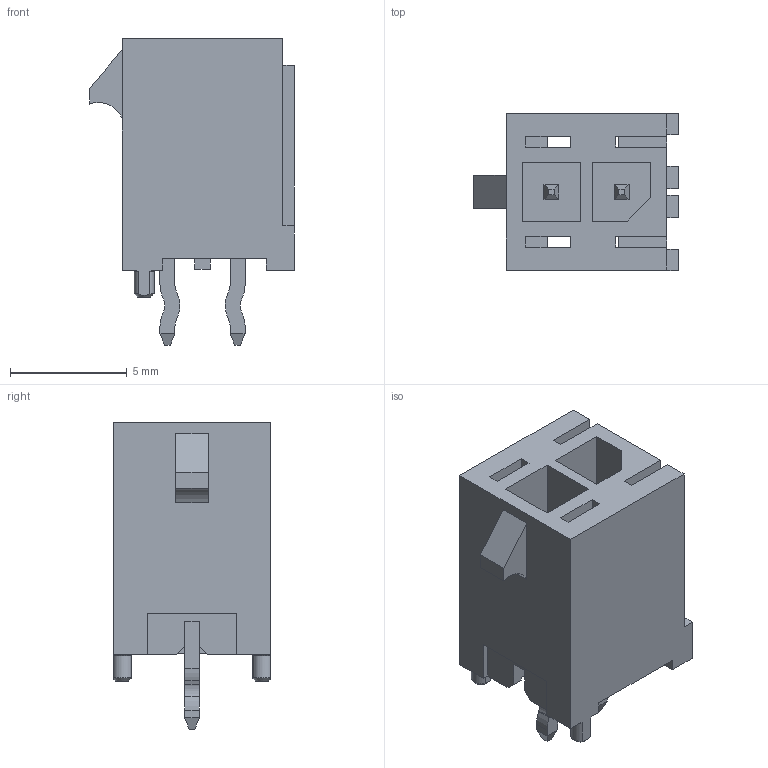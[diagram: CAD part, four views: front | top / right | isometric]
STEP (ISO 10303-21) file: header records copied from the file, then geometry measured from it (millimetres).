
FILE_DESCRIPTION(/* description */ ('Unknown'),/* implementation_level */ '2;1');
FILE_NAME(/* name */ '66200221122',/* time_stamp */ '2022-01-10T16:28:05+01:00',/* author */ ('Unknown'),/* organization */ ('Unknown'),/* preprocessor_version */ 'ST-DEVELOPER v16.7',/* originating_system */ 'Solid Edge',/* authorisation */ 'Unknown');
FILE_SCHEMA (('AUTOMOTIVE_DESIGN {1 0 10303 214 3 1 1}'));
Length unit declared in the file: millimetre
Products named in the file (3): 6620xx21122; 66200221122; 6620xx21122_PIN
Assembly tree (3 placements, depth 2):
  6620xx21122
    66200221122
    6620xx21122_PIN  x2
Bounding box: 8.76 x 6.7 x 13.1 mm (x, y, z)
Volume: 324.9 mm3; surface area: 791.2 mm2
Topology: 3 solids, 3 shells, 196 faces, 569 edges, 372 vertices
Faces by surface type: plane 173, cylinder 17, cone 6
Entity records: 5687 total; most frequent: CARTESIAN_POINT 1055, ORIENTED_EDGE 1002, DIRECTION 861, EDGE_CURVE 501, LINE 457, VECTOR 457, VERTEX_POINT 330, AXIS2_PLACEMENT_3D 202
